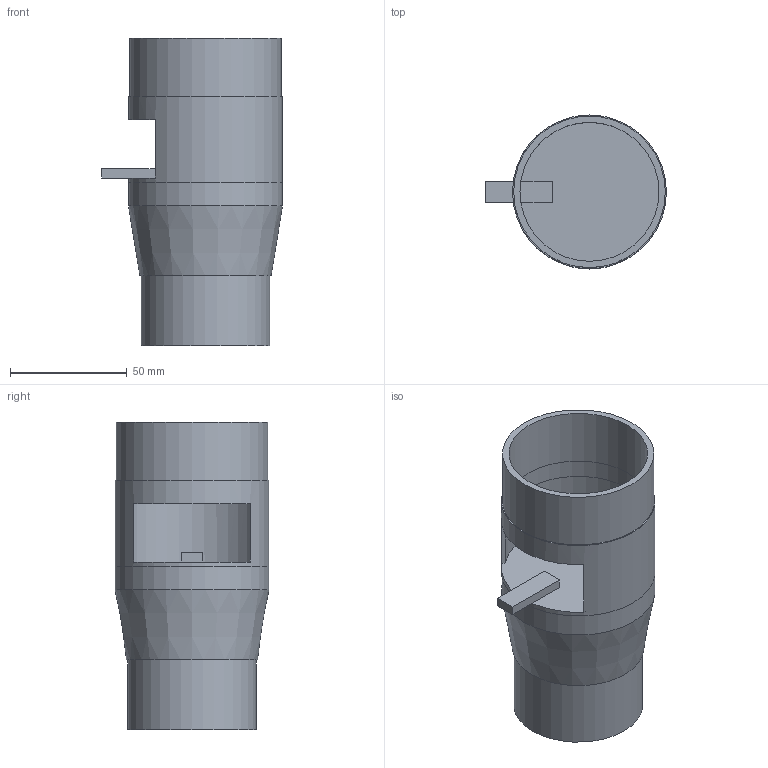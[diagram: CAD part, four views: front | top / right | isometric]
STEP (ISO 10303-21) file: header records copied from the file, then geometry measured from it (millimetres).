
FILE_DESCRIPTION(/* description */ ('STEP AP242','CAx-IF Rec.Pracs.---Representation and Presentation of Product Manufacturing Information (PMI)---4.0---2014-10-13','CAx-IF Rec.Pracs.---3D Tessellated Geometry---0.4---2014-09-14','2;1'),/* implementation_level */ '2;1');
FILE_NAME(/* name */ '66cac54f14d50770149d5640',/* time_stamp */ '2024-08-25T05:46:56Z',/* author */ (''),/* organization */ (''),/* preprocessor_version */ 'ST-DEVELOPER v20',/* originating_system */ ' ',/* authorisation */ ' ');
FILE_SCHEMA (('AP242_MANAGED_MODEL_BASED_3D_ENGINEERING_MIM_LF { 1 0 10303 442 1 1 4 }'));
Length unit declared in the file: metre
Products named in the file (5): Part 5; Part 4; Part 3; Part 2; Part 1
Bounding box: 77.57 x 66 x 132 mm (x, y, z)
Volume: 61231.9 mm3; surface area: 64293.7 mm2
Topology: 5 solids, 5 shells, 36 faces, 65 edges, 43 vertices
Faces by surface type: plane 20, cylinder 14, cone 2
Full cylindrical faces by diameter (mm): 52.3 x1, 55.3 x1, 59 x1, 59.6 x2, 61.6 x1, 62 x1, 62.6 x1, 63 x1, 65 x1, 66 x2
Entity records: 948 total; most frequent: DIRECTION 164, CARTESIAN_POINT 131, ORIENTED_EDGE 98, AXIS2_PLACEMENT_3D 74, EDGE_LOOP 62, FACE_BOUND 62, EDGE_CURVE 49, VERTEX_POINT 41
